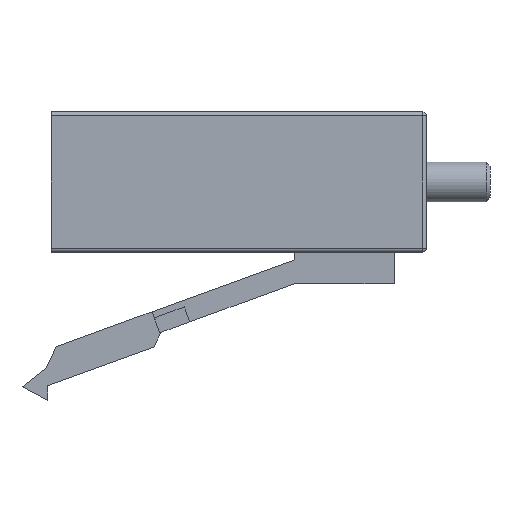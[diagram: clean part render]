
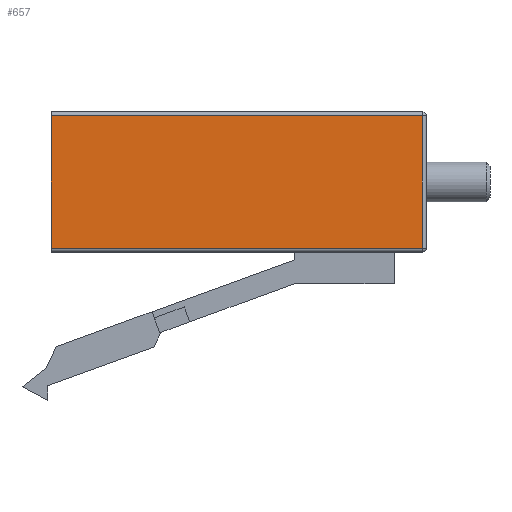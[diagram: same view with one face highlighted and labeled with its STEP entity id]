
A CAD part, left-side view. The second image highlights one B-rep face of the part: STEP entity #657.
In plain terms, the highlighted planar face has unit normal (-1, 0, 0).
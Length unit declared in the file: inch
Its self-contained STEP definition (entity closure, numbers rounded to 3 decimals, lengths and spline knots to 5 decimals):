
#38 = CARTESIAN_POINT ( 'NONE',  ( -0.0885, 0.005, -0.083 ) ) ;
#92 = EDGE_CURVE ( 'NONE', #928, #515, #1469, .T. ) ;
#175 = CARTESIAN_POINT ( 'NONE',  ( -0.0885, 0.47, -0.088 ) ) ;
#211 = VECTOR ( 'NONE', #1245, 39.37008 ) ;
#242 = CARTESIAN_POINT ( 'NONE',  ( -0.0885, 0.005, 0.083 ) ) ;
#436 = CARTESIAN_POINT ( 'NONE',  ( -0.0885, 0.47, -0.083 ) ) ;
#484 = LINE ( 'NONE', #175, #1684 ) ;
#515 = VERTEX_POINT ( 'NONE', #242 ) ;
#531 = PLANE ( 'NONE',  #532 ) ;
#532 = AXIS2_PLACEMENT_3D ( 'NONE', #934, #1484, #687 ) ;
#581 = ORIENTED_EDGE ( 'NONE', *, *, #92, .T. ) ;
#584 = ORIENTED_EDGE ( 'NONE', *, *, #1184, .T. ) ;
#657 = ADVANCED_FACE ( 'Face1', ( #1457 ), #531, .F. ) ;
#662 = DIRECTION ( 'NONE',  ( 0., 0., 1. ) ) ;
#687 = DIRECTION ( 'NONE',  ( 0., 0., -1. ) ) ;
#709 = VERTEX_POINT ( 'NONE', #953 ) ;
#731 = DIRECTION ( 'NONE',  ( 0., 1., 0. ) ) ;
#863 = VECTOR ( 'NONE', #731, 39.37008 ) ;
#910 = LINE ( 'NONE', #1280, #863 ) ;
#928 = VERTEX_POINT ( 'NONE', #38 ) ;
#934 = CARTESIAN_POINT ( 'NONE',  ( -0.0885, 0.47, -0.088 ) ) ;
#953 = CARTESIAN_POINT ( 'NONE',  ( -0.0885, 0.47, 0.083 ) ) ;
#986 = DIRECTION ( 'NONE',  ( 0., 0., 1. ) ) ;
#1052 = VERTEX_POINT ( 'NONE', #1129 ) ;
#1067 = CARTESIAN_POINT ( 'NONE',  ( -0.0885, 0.005, 0.088 ) ) ;
#1073 = EDGE_LOOP ( 'NONE', ( #1605, #1735, #581, #584 ) ) ;
#1088 = EDGE_CURVE ( 'NONE', #1052, #709, #484, .T. ) ;
#1108 = VECTOR ( 'NONE', #662, 39.37008 ) ;
#1129 = CARTESIAN_POINT ( 'NONE',  ( -0.0885, 0.47, -0.083 ) ) ;
#1184 = EDGE_CURVE ( 'NONE', #515, #709, #910, .T. ) ;
#1245 = DIRECTION ( 'NONE',  ( 0., -1., 0. ) ) ;
#1280 = CARTESIAN_POINT ( 'NONE',  ( -0.0885, 0.47, 0.083 ) ) ;
#1457 = FACE_OUTER_BOUND ( 'NONE', #1073, .T. ) ;
#1469 = LINE ( 'NONE', #1067, #1108 ) ;
#1484 = DIRECTION ( 'NONE',  ( 1., 0., 0. ) ) ;
#1547 = LINE ( 'NONE', #436, #211 ) ;
#1605 = ORIENTED_EDGE ( 'NONE', *, *, #1088, .F. ) ;
#1634 = EDGE_CURVE ( 'NONE', #1052, #928, #1547, .T. ) ;
#1684 = VECTOR ( 'NONE', #986, 39.37008 ) ;
#1735 = ORIENTED_EDGE ( 'NONE', *, *, #1634, .T. ) ;
